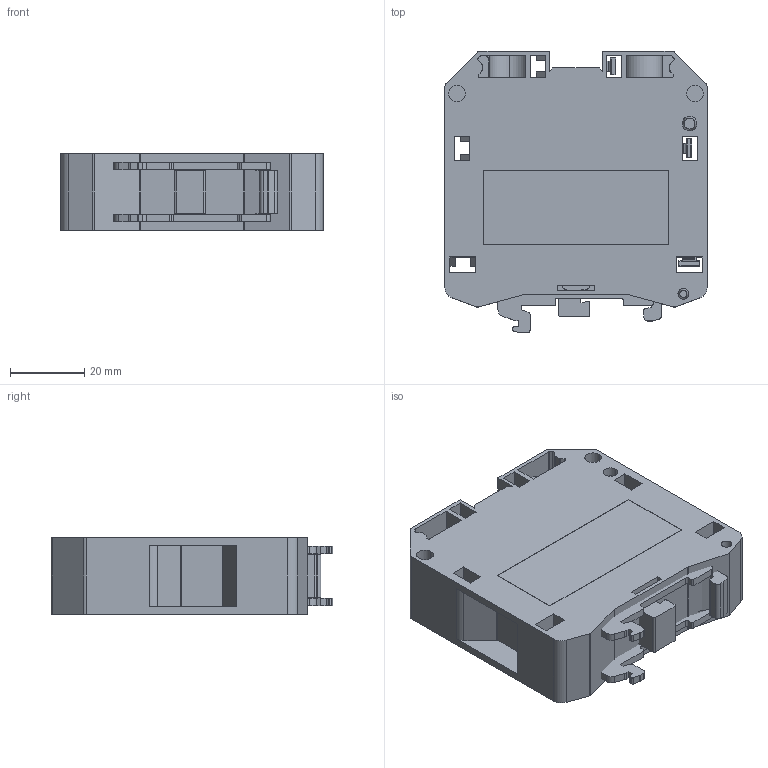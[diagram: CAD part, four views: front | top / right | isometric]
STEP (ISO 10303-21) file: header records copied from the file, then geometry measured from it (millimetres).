
FILE_DESCRIPTION (( 'STEP AP203' ), '1' );
FILE_NAME ('MTI-50PE_3D.stp', '2024-07-22T10:48:46', ( '' ), ( '' ), 'SwSTEP 2.0', 'SolidWorks 2019', '' );
FILE_SCHEMA (( 'CONFIG_CONTROL_DESIGN' ));
Length unit declared in the file: millimetre
Products named in the file (8): RHT50K-JY.stp; RHT50PE-JYJ1.stp; RHT50K-R.stp; MTI-50PE_3D; MTI-50PE_3D.stp; RHT50PE-DDP.stp; RHT50PE-KJ.stp; M6-19.stp
Assembly tree (8 placements, depth 3):
  MTI-50PE_3D
    MTI-50PE_3D.stp
      RHT50PE-JYJ1.stp
      RHT50PE-KJ.stp
      RHT50PE-DDP.stp
      RHT50K-JY.stp  x2
      RHT50K-R.stp
      M6-19.stp
Bounding box: 70.5 x 75.8 x 20.5 mm (x, y, z)
Volume: 91260.8 mm3; surface area: 31914.7 mm2
Topology: 7 solids, 7 shells, 692 faces, 1911 edges, 1257 vertices
Faces by surface type: plane 309, cylinder 302, bspline 41, cone 34, torus 6
Entity records: 38022 total; most frequent: CARTESIAN_POINT 20184, ORIENTED_EDGE 3734, DIRECTION 3273, EDGE_CURVE 1867, VERTEX_POINT 1229, VECTOR 1099, LINE 1099, AXIS2_PLACEMENT_3D 1087
